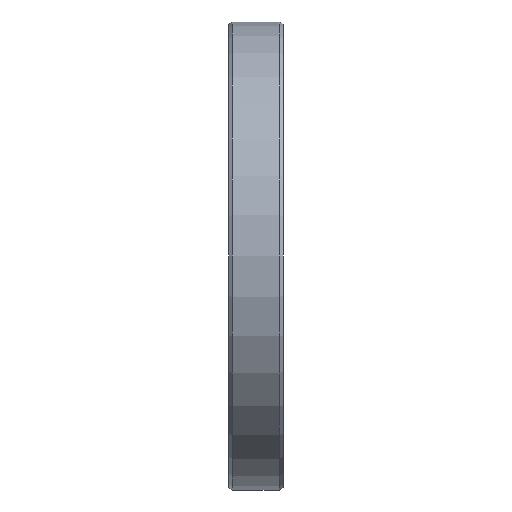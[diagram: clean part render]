
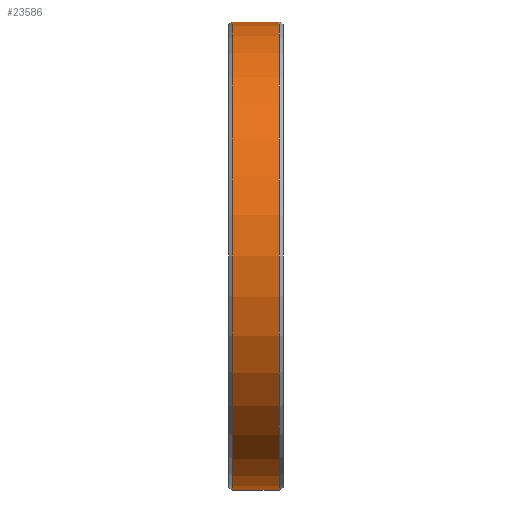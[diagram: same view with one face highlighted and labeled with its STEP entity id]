
A CAD part, left-side view. The second image highlights one B-rep face of the part: STEP entity #23586.
In plain terms, the highlighted cylindrical face has radius 60 mm (diameter 120 mm), a partial arc.
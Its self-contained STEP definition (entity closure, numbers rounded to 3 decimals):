
#22896=DIRECTION('',(0.,1.,0.));
#22897=VECTOR('',#22896,12.);
#22898=CARTESIAN_POINT('',(0.,-6.,-60.));
#22899=LINE('',#22898,#22897);
#22903=DIRECTION('',(0.,1.,0.));
#22904=VECTOR('',#22903,12.);
#22905=CARTESIAN_POINT('',(0.,-6.,60.));
#22906=LINE('',#22905,#22904);
#22910=CARTESIAN_POINT('',(0.,-6.,0.));
#22911=DIRECTION('',(0.,1.,0.));
#22912=DIRECTION('',(0.,0.,-1.));
#22913=AXIS2_PLACEMENT_3D('',#22910,#22911,#22912);
#22948=CARTESIAN_POINT('',(0.,6.,0.));
#22949=DIRECTION('',(0.,1.,0.));
#22950=DIRECTION('',(0.,0.,-1.));
#22951=AXIS2_PLACEMENT_3D('',#22948,#22949,#22950);
#22981=CARTESIAN_POINT('',(0.,-6.,-60.));
#22983=VERTEX_POINT('',#22981);
#22984=CARTESIAN_POINT('',(0.,6.,-60.));
#22985=VERTEX_POINT('',#22984);
#23013=CARTESIAN_POINT('',(0.,-6.,60.));
#23015=VERTEX_POINT('',#23013);
#23016=CARTESIAN_POINT('',(0.,6.,60.));
#23017=VERTEX_POINT('',#23016);
#23572=CARTESIAN_POINT('',(0.,115.85,0.));
#23573=DIRECTION('',(0.,-1.,0.));
#23574=DIRECTION('',(0.,0.,1.));
#23575=AXIS2_PLACEMENT_3D('',#23572,#23573,#23574);
#23576=CYLINDRICAL_SURFACE('',#23575,60.);
#23578=ORIENTED_EDGE('',*,*,#23577,.T.);
#23580=ORIENTED_EDGE('',*,*,#23579,.T.);
#23582=ORIENTED_EDGE('',*,*,#23581,.F.);
#23583=ORIENTED_EDGE('',*,*,#23558,.F.);
#23584=EDGE_LOOP('',(#23578,#23580,#23582,#23583));
#23585=FACE_OUTER_BOUND('',#23584,.F.);
#22914=CIRCLE('',#22913,60.);
#22952=CIRCLE('',#22951,60.);
#23558=EDGE_CURVE('',#22983,#23015,#22914,.T.);
#23577=EDGE_CURVE('',#22983,#22985,#22899,.T.);
#23579=EDGE_CURVE('',#22985,#23017,#22952,.T.);
#23581=EDGE_CURVE('',#23015,#23017,#22906,.T.);
#23586=ADVANCED_FACE('',(#23585),#23576,.T.);
